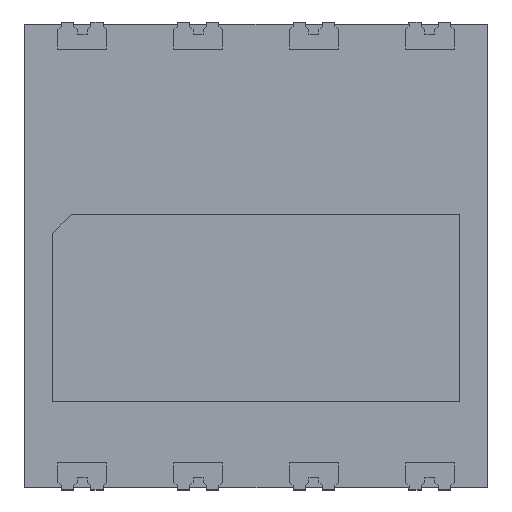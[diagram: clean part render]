
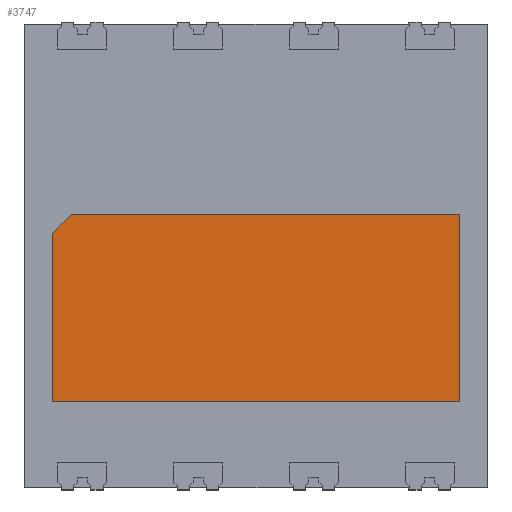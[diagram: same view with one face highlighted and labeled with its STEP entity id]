
A CAD part, top view. The second image highlights one B-rep face of the part: STEP entity #3747.
In plain terms, the highlighted planar face has unit normal (0, 0, 1).
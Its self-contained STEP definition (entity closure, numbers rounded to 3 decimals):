
#3747=ADVANCED_FACE('',(#6546),#6548,.T.);
#6546=FACE_BOUND('',#6547,.T.);
#6547=EDGE_LOOP('',(#9257,#9258,#9259,#9260,#9261));
#6548=PLANE('',#6549);
#6549=AXIS2_PLACEMENT_3D('',#6550,#6551,#6552);
#6550=CARTESIAN_POINT('',(0.,0.,0.9));
#6551=DIRECTION('',(0.,0.,1.));
#6552=DIRECTION('',(-1.,0.,0.));
#9257=ORIENTED_EDGE('',*,*,#10339,.T.);
#9258=ORIENTED_EDGE('',*,*,#10347,.T.);
#9259=ORIENTED_EDGE('',*,*,#10345,.T.);
#9260=ORIENTED_EDGE('',*,*,#10343,.T.);
#9261=ORIENTED_EDGE('',*,*,#10341,.T.);
#10339=EDGE_CURVE('',#12255,#12253,#12256,.T.);
#10341=EDGE_CURVE('',#12258,#12255,#12259,.T.);
#10343=EDGE_CURVE('',#12261,#12258,#12262,.T.);
#10345=EDGE_CURVE('',#12264,#12261,#12265,.T.);
#10347=EDGE_CURVE('',#12253,#12264,#12267,.T.);
#12253=VERTEX_POINT('',#16383);
#12255=VERTEX_POINT('',#16387);
#12256=LINE('',#16388,#16389);
#12258=VERTEX_POINT('',#16394);
#12259=LINE('',#16395,#16396);
#12261=VERTEX_POINT('',#16401);
#12262=LINE('',#16402,#16403);
#12264=VERTEX_POINT('',#16408);
#12265=LINE('',#16409,#16410);
#12267=LINE('',#16415,#16416);
#16383=CARTESIAN_POINT('',(-4.388,-3.141,0.9));
#16387=CARTESIAN_POINT('',(-4.388,0.491,0.9));
#16388=CARTESIAN_POINT('',(-4.388,0.491,0.9));
#16389=VECTOR('',#16390,1.);
#16390=DIRECTION('',(0.,-1.,0.));
#16394=CARTESIAN_POINT('',(-3.988,0.891,0.9));
#16395=CARTESIAN_POINT('',(-3.988,0.891,0.9));
#16396=VECTOR('',#16397,1.);
#16397=DIRECTION('',(-0.707,-0.707,0.));
#16401=CARTESIAN_POINT('',(4.388,0.891,0.9));
#16402=CARTESIAN_POINT('',(4.388,0.891,0.9));
#16403=VECTOR('',#16404,1.);
#16404=DIRECTION('',(-1.,0.,0.));
#16408=CARTESIAN_POINT('',(4.388,-3.141,0.9));
#16409=CARTESIAN_POINT('',(4.388,-3.141,0.9));
#16410=VECTOR('',#16411,1.);
#16411=DIRECTION('',(0.,1.,0.));
#16415=CARTESIAN_POINT('',(-4.388,-3.141,0.9));
#16416=VECTOR('',#16417,1.);
#16417=DIRECTION('',(1.,0.,0.));
